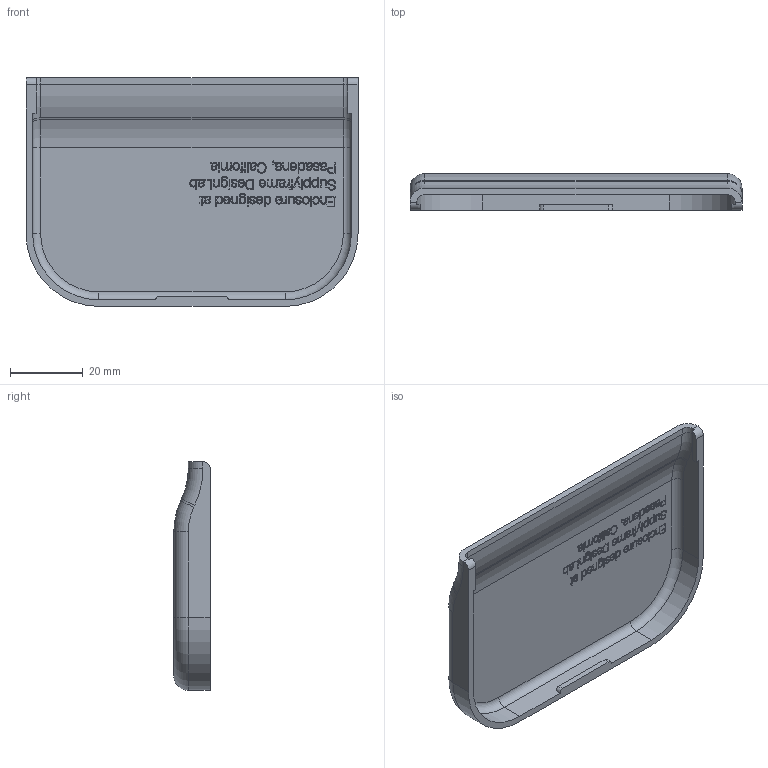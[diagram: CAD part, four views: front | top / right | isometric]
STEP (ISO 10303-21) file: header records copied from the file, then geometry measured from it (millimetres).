
FILE_DESCRIPTION(/* description */ (''),/* implementation_level */ '2;1');
FILE_NAME(/* name */ 'Cover.step',/* time_stamp */ '2023-06-01T19:13:49-07:00',/* author */ (''),/* organization */ (''),/* preprocessor_version */ 'ST-DEVELOPER v19.2',/* originating_system */ 'Autodesk Translation Framework v12.6.0.85',/* authorisation */ '');
FILE_SCHEMA (('AUTOMOTIVE_DESIGN { 1 0 10303 214 3 1 1 }'));
Length unit declared in the file: millimetre
Products named in the file (1): Cover
Bounding box: 91.15 x 10 x 62.81 mm (x, y, z)
Volume: 12367.7 mm3; surface area: 14649.8 mm2
Topology: 1 solids, 1 shells, 2467 faces, 6989 edges, 4650 vertices
Faces by surface type: bspline 1759, plane 670, cylinder 26, torus 12
Entity records: 96114 total; most frequent: CARTESIAN_POINT 44218, ORIENTED_EDGE 13978, EDGE_CURVE 6989, DIRECTION 4955, VERTEX_POINT 4650, B_SPLINE_CURVE_WITH_KNOTS 3512, LINE 3405, VECTOR 3405
